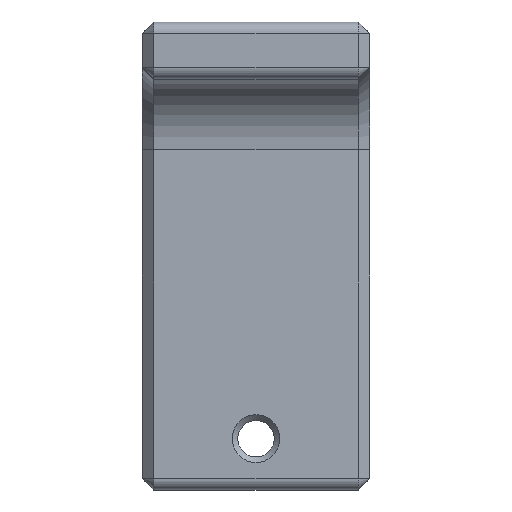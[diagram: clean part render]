
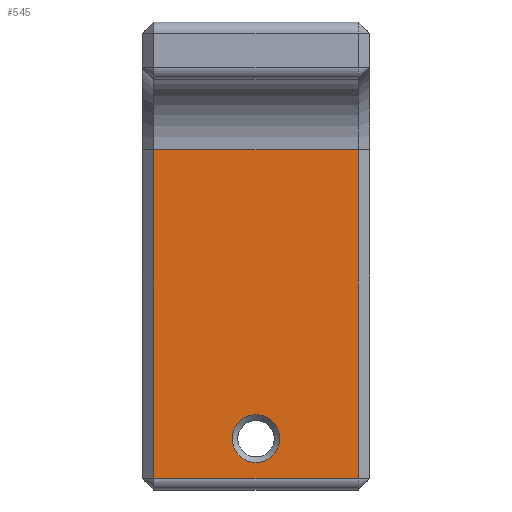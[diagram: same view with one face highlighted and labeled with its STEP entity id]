
A CAD part, top view. The second image highlights one B-rep face of the part: STEP entity #545.
In plain terms, the highlighted planar face has unit normal (0, 0, 1).
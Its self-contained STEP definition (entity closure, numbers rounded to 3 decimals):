
#64=CARTESIAN_POINT('',(8.19,-182.331,461.05));
#65=VERTEX_POINT('',#64);
#66=CARTESIAN_POINT('',(-9.81,-182.331,461.05));
#67=VERTEX_POINT('',#66);
#68=CARTESIAN_POINT('',(8.19,-182.331,461.05));
#69=DIRECTION('',(-1.,-0.,0.));
#70=VECTOR('',#69,18.);
#71=LINE('',#68,#70);
#72=EDGE_CURVE('',#65,#67,#71,.T.);
#504=CARTESIAN_POINT('',(-0.81,-199.216,461.05));
#505=DIRECTION('',(0.,0.,1.));
#506=DIRECTION('',(1.,0.,0.));
#507=AXIS2_PLACEMENT_3D('',#504,#505,#506);
#508=PLANE('',#507);
#509=CARTESIAN_POINT('',(1.29,-207.76,461.05));
#510=VERTEX_POINT('',#509);
#511=CARTESIAN_POINT('',(-0.81,-207.76,461.05));
#512=DIRECTION('',(-0.,-0.,-1.));
#513=DIRECTION('',(1.,0.,-0.));
#514=AXIS2_PLACEMENT_3D('',#511,#512,#513);
#515=CIRCLE('',#514,2.1);
#516=EDGE_CURVE('',#510,#510,#515,.T.);
#517=ORIENTED_EDGE('',*,*,#516,.T.);
#518=EDGE_LOOP('',(#517));
#519=FACE_BOUND('',#518,.T.);
#520=CARTESIAN_POINT('',(-9.81,-211.27,461.05));
#521=VERTEX_POINT('',#520);
#522=CARTESIAN_POINT('',(8.19,-211.27,461.05));
#523=VERTEX_POINT('',#522);
#524=CARTESIAN_POINT('',(-9.81,-211.27,461.05));
#525=DIRECTION('',(1.,-0.,-0.));
#526=VECTOR('',#525,18.);
#527=LINE('',#524,#526);
#528=EDGE_CURVE('',#521,#523,#527,.T.);
#529=ORIENTED_EDGE('',*,*,#528,.T.);
#530=CARTESIAN_POINT('',(8.19,-211.27,461.05));
#531=DIRECTION('',(0.,1.,0.));
#532=VECTOR('',#531,28.939);
#533=LINE('',#530,#532);
#534=EDGE_CURVE('',#523,#65,#533,.T.);
#535=ORIENTED_EDGE('',*,*,#534,.T.);
#536=ORIENTED_EDGE('',*,*,#72,.T.);
#537=CARTESIAN_POINT('',(-9.81,-182.331,461.05));
#538=DIRECTION('',(0.,-1.,0.));
#539=VECTOR('',#538,28.939);
#540=LINE('',#537,#539);
#541=EDGE_CURVE('',#67,#521,#540,.T.);
#542=ORIENTED_EDGE('',*,*,#541,.T.);
#543=EDGE_LOOP('',(#529,#535,#536,#542));
#544=FACE_BOUND('',#543,.T.);
#545=ADVANCED_FACE('',(#519,#544),#508,.T.);
